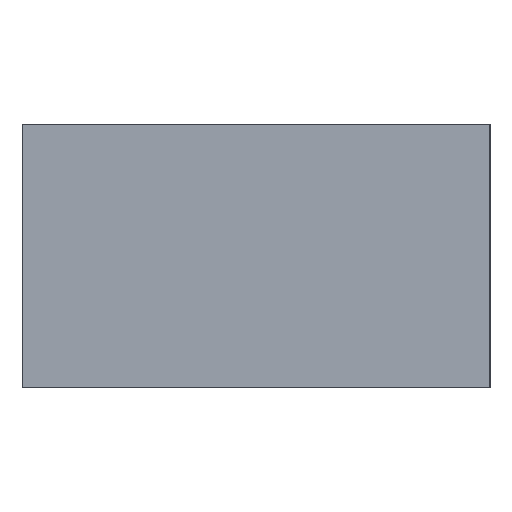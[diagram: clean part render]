
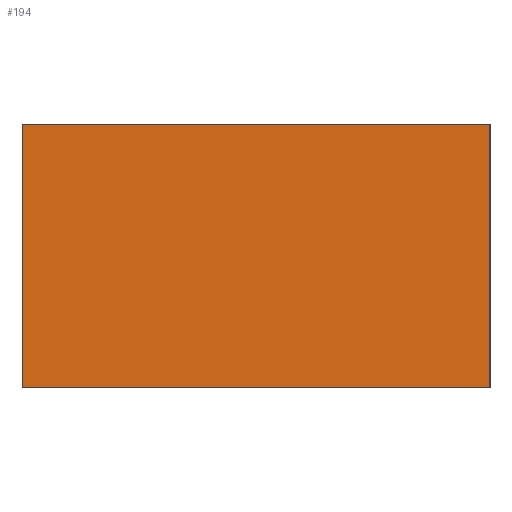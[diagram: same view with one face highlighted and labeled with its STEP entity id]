
A CAD part, left-side view. The second image highlights one B-rep face of the part: STEP entity #194.
In plain terms, the highlighted planar face has unit normal (-1, 0, 0).
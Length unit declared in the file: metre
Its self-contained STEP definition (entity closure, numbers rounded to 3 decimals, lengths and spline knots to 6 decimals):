
#104 = EDGE_CURVE( '', #248, #249, #250, .T. );
#154 = EDGE_CURVE( '', #255, #319, #320, .T. );
#158 = EDGE_CURVE( '', #319, #249, #324, .T. );
#190 = EDGE_CURVE( '', #255, #248, #363, .T. );
#194 = ADVANCED_FACE( '', ( #368 ), #369, .F. );
#248 = VERTEX_POINT( '', #428 );
#249 = VERTEX_POINT( '', #429 );
#250 = LINE( '', #430, #431 );
#255 = VERTEX_POINT( '', #439 );
#319 = VERTEX_POINT( '', #533 );
#320 = LINE( '', #534, #535 );
#324 = LINE( '', #542, #543 );
#363 = LINE( '', #601, #602 );
#368 = FACE_OUTER_BOUND( '', #607, .T. );
#369 = PLANE( '', #608 );
#428 = CARTESIAN_POINT( '', ( -0.0008, -0.0004, 0.00045 ) );
#429 = CARTESIAN_POINT( '', ( -0.0008, 0.0004, 0.00045 ) );
#430 = CARTESIAN_POINT( '', ( -0.0008, -0.0004, 0.00045 ) );
#431 = VECTOR( '', #632, 1. );
#439 = CARTESIAN_POINT( '', ( -0.0008, -0.0004, 0. ) );
#533 = CARTESIAN_POINT( '', ( -0.0008, 0.0004, 0. ) );
#534 = CARTESIAN_POINT( '', ( -0.0008, -0.0004, 0. ) );
#535 = VECTOR( '', #713, 1. );
#542 = CARTESIAN_POINT( '', ( -0.0008, 0.0004, 0. ) );
#543 = VECTOR( '', #715, 1. );
#601 = CARTESIAN_POINT( '', ( -0.0008, -0.0004, 0. ) );
#602 = VECTOR( '', #773, 1. );
#607 = EDGE_LOOP( '', ( #783, #784, #785, #786 ) );
#608 = AXIS2_PLACEMENT_3D( '', #787, #788, #789 );
#632 = DIRECTION( '', ( 0., 1., 0. ) );
#713 = DIRECTION( '', ( 0., 1., 0. ) );
#715 = DIRECTION( '', ( 0., 0., 1. ) );
#773 = DIRECTION( '', ( 0., 0., 1. ) );
#783 = ORIENTED_EDGE( '', *, *, #104, .T. );
#784 = ORIENTED_EDGE( '', *, *, #158, .F. );
#785 = ORIENTED_EDGE( '', *, *, #154, .F. );
#786 = ORIENTED_EDGE( '', *, *, #190, .T. );
#787 = CARTESIAN_POINT( '', ( -0.0008, -0.0004, 0. ) );
#788 = DIRECTION( '', ( 1., 0., 0. ) );
#789 = DIRECTION( '', ( 0., 1., 0. ) );
